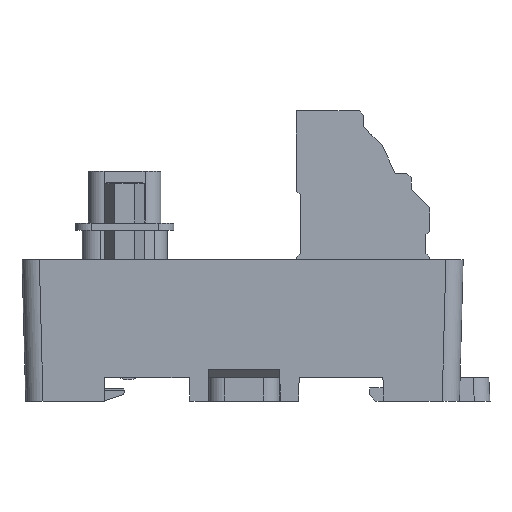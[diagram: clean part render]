
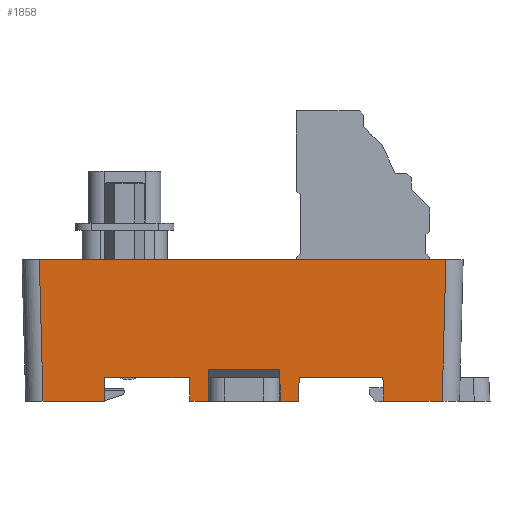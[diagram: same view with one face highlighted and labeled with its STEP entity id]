
A CAD part, left-side view. The second image highlights one B-rep face of the part: STEP entity #1858.
In plain terms, the highlighted planar face has unit normal (-1, 0, -0.026).
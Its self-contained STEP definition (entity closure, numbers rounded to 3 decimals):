
#1388=FACE_OUTER_BOUND('',#2970,.T.);
#1858=ADVANCED_FACE('',(#1388),#2360,.T.);
#2360=PLANE('',#10635);
#2970=EDGE_LOOP('',(#4022,#4023,#4024,#4025,#4026,#4027,#4028,#4029,#4030,
#4031,#4032,#4033,#4034,#4035,#4036,#4037));
#4022=ORIENTED_EDGE('',*,*,#7405,.T.);
#4023=ORIENTED_EDGE('',*,*,#7232,.T.);
#4024=ORIENTED_EDGE('',*,*,#7366,.T.);
#4025=ORIENTED_EDGE('',*,*,#7345,.T.);
#4026=ORIENTED_EDGE('',*,*,#7406,.T.);
#4027=ORIENTED_EDGE('',*,*,#7338,.T.);
#4028=ORIENTED_EDGE('',*,*,#7407,.T.);
#4029=ORIENTED_EDGE('',*,*,#7328,.T.);
#4030=ORIENTED_EDGE('',*,*,#7398,.F.);
#4031=ORIENTED_EDGE('',*,*,#7300,.T.);
#4032=ORIENTED_EDGE('',*,*,#7408,.F.);
#4033=ORIENTED_EDGE('',*,*,#7409,.F.);
#4034=ORIENTED_EDGE('',*,*,#7410,.T.);
#4035=ORIENTED_EDGE('',*,*,#7411,.F.);
#4036=ORIENTED_EDGE('',*,*,#7412,.T.);
#4037=ORIENTED_EDGE('',*,*,#7413,.F.);
#6366=VERTEX_POINT('',#14024);
#6367=VERTEX_POINT('',#14026);
#6418=VERTEX_POINT('',#14153);
#6422=VERTEX_POINT('',#14162);
#6447=VERTEX_POINT('',#14217);
#6448=VERTEX_POINT('',#14219);
#6451=VERTEX_POINT('',#14227);
#6456=VERTEX_POINT('',#14237);
#6460=VERTEX_POINT('',#14249);
#6461=VERTEX_POINT('',#14251);
#6499=VERTEX_POINT('',#14363);
#6500=VERTEX_POINT('',#14367);
#6501=VERTEX_POINT('',#14369);
#6502=VERTEX_POINT('',#14371);
#6503=VERTEX_POINT('',#14373);
#6504=VERTEX_POINT('',#14375);
#7232=EDGE_CURVE('',#6367,#6366,#8498,.T.);
#7300=EDGE_CURVE('',#6418,#6422,#8564,.T.);
#7328=EDGE_CURVE('',#6448,#6447,#8592,.T.);
#7338=EDGE_CURVE('',#6451,#6456,#8596,.T.);
#7345=EDGE_CURVE('',#6461,#6460,#8602,.T.);
#7366=EDGE_CURVE('',#6366,#6461,#8616,.T.);
#7398=EDGE_CURVE('',#6418,#6447,#8648,.T.);
#7405=EDGE_CURVE('',#6499,#6367,#8655,.T.);
#7406=EDGE_CURVE('',#6460,#6451,#8656,.T.);
#7407=EDGE_CURVE('',#6456,#6448,#8657,.T.);
#7408=EDGE_CURVE('',#6500,#6422,#8658,.T.);
#7409=EDGE_CURVE('',#6501,#6500,#8659,.T.);
#7410=EDGE_CURVE('',#6501,#6502,#8660,.T.);
#7411=EDGE_CURVE('',#6503,#6502,#8661,.T.);
#7412=EDGE_CURVE('',#6503,#6504,#8662,.T.);
#7413=EDGE_CURVE('',#6499,#6504,#8663,.T.);
#8498=LINE('',#14025,#9608);
#8564=LINE('',#14163,#9674);
#8592=LINE('',#14218,#9702);
#8596=LINE('',#14238,#9706);
#8602=LINE('',#14250,#9712);
#8616=LINE('',#14289,#9726);
#8648=LINE('',#14349,#9758);
#8655=LINE('',#14362,#9765);
#8656=LINE('',#14364,#9766);
#8657=LINE('',#14365,#9767);
#8658=LINE('',#14366,#9768);
#8659=LINE('',#14368,#9769);
#8660=LINE('',#14370,#9770);
#8661=LINE('',#14372,#9771);
#8662=LINE('',#14374,#9772);
#8663=LINE('',#14376,#9773);
#9608=VECTOR('',#11412,1.);
#9674=VECTOR('',#11510,1.);
#9702=VECTOR('',#11542,1.);
#9706=VECTOR('',#11560,1.);
#9712=VECTOR('',#11570,1.);
#9726=VECTOR('',#11600,1.);
#9758=VECTOR('',#11650,1.);
#9765=VECTOR('',#11665,1.);
#9766=VECTOR('',#11666,1.);
#9767=VECTOR('',#11667,1.);
#9768=VECTOR('',#11668,1.);
#9769=VECTOR('',#11669,1.);
#9770=VECTOR('',#11670,1.);
#9771=VECTOR('',#11671,1.);
#9772=VECTOR('',#11672,1.);
#9773=VECTOR('',#11673,1.);
#10635=AXIS2_PLACEMENT_3D('',#14377,#11674,#11675);
#11412=DIRECTION('',(0.,-1.,0.));
#11510=DIRECTION('',(0.,-1.,0.));
#11542=DIRECTION('',(0.,-1.,0.));
#11560=DIRECTION('',(0.,1.,0.));
#11570=DIRECTION('',(0.,-1.,0.));
#11600=DIRECTION('',(0.026,-0.017,-1.));
#11650=DIRECTION('',(0.026,0.017,-1.));
#11665=DIRECTION('',(-0.026,-0.035,0.999));
#11666=DIRECTION('',(-0.026,-0.026,0.999));
#11667=DIRECTION('',(0.026,-0.026,-0.999));
#11668=DIRECTION('',(-0.026,0.035,0.999));
#11669=DIRECTION('',(0.,1.,0.));
#11670=DIRECTION('',(-0.026,-0.009,1.));
#11671=DIRECTION('',(0.,1.,0.));
#11672=DIRECTION('',(0.026,-0.009,-1.));
#11673=DIRECTION('',(0.,1.,0.));
#11674=DIRECTION('',(-1.,0.,-0.026));
#11675=DIRECTION('',(-0.026,0.,1.));
#14024=CARTESIAN_POINT('',(88.343,-22.986,-13.25));
#14025=CARTESIAN_POINT('',(88.343,-5.336,-13.25));
#14026=CARTESIAN_POINT('',(88.343,-12.336,-13.25));
#14153=CARTESIAN_POINT('',(88.343,12.414,-13.25));
#14162=CARTESIAN_POINT('',(88.343,1.664,-13.25));
#14163=CARTESIAN_POINT('',(88.343,-5.336,-13.25));
#14217=CARTESIAN_POINT('',(88.421,12.466,-16.25));
#14218=CARTESIAN_POINT('',(88.421,-4.836,-16.25));
#14219=CARTESIAN_POINT('',(88.421,20.243,-16.25));
#14227=CARTESIAN_POINT('',(87.95,-30.987,1.75));
#14237=CARTESIAN_POINT('',(87.95,20.715,1.75));
#14238=CARTESIAN_POINT('',(87.95,-4.836,1.75));
#14249=CARTESIAN_POINT('',(88.421,-30.516,-16.25));
#14250=CARTESIAN_POINT('',(88.421,-5.336,-16.25));
#14251=CARTESIAN_POINT('',(88.421,-23.039,-16.25));
#14289=CARTESIAN_POINT('',(87.942,-22.719,2.059));
#14349=CARTESIAN_POINT('',(88.374,12.435,-14.454));
#14362=CARTESIAN_POINT('',(87.957,-12.85,1.468));
#14363=CARTESIAN_POINT('',(88.421,-12.231,-16.25));
#14364=CARTESIAN_POINT('',(87.967,-30.97,1.09));
#14365=CARTESIAN_POINT('',(87.967,20.697,1.09));
#14366=CARTESIAN_POINT('',(88.374,1.622,-14.452));
#14367=CARTESIAN_POINT('',(88.421,1.559,-16.25));
#14368=CARTESIAN_POINT('',(88.421,-5.336,-16.25));
#14369=CARTESIAN_POINT('',(88.421,-0.76,-16.25));
#14370=CARTESIAN_POINT('',(88.374,-0.776,-14.454));
#14371=CARTESIAN_POINT('',(88.317,-0.795,-12.25));
#14372=CARTESIAN_POINT('',(88.317,-4.836,-12.25));
#14373=CARTESIAN_POINT('',(88.317,-9.877,-12.25));
#14374=CARTESIAN_POINT('',(88.374,-9.897,-14.454));
#14375=CARTESIAN_POINT('',(88.421,-9.912,-16.25));
#14376=CARTESIAN_POINT('',(88.421,-5.336,-16.25));
#14377=CARTESIAN_POINT('',(87.95,-4.836,1.747));
